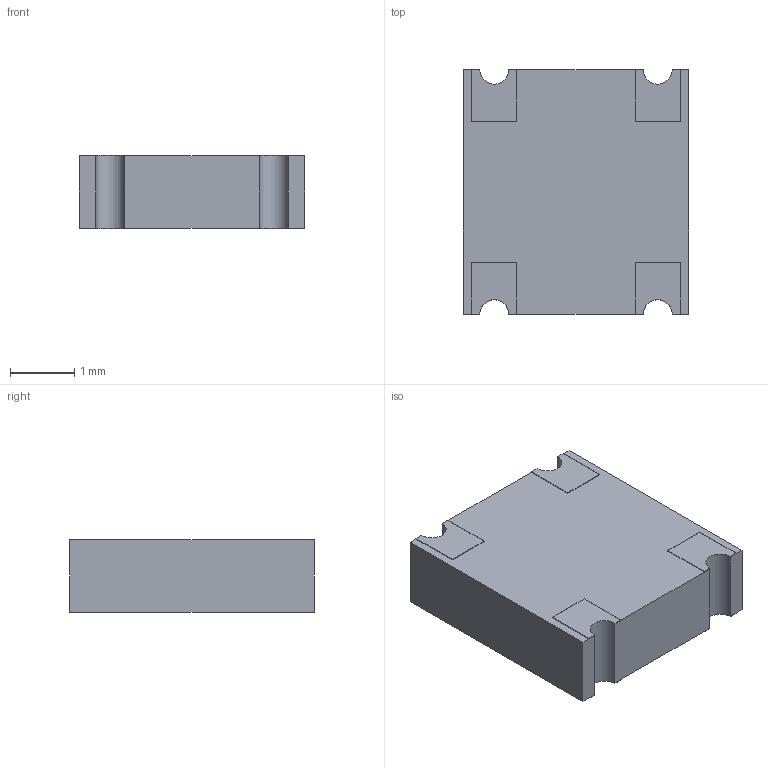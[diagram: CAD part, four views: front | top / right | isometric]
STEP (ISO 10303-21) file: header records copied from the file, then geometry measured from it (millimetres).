
FILE_DESCRIPTION(('FreeCAD Model'),'2;1');
FILE_NAME('Open CASCADE Shape Model','2022-09-12T09:38:04',(''),(''), 'Open CASCADE STEP processor 7.6','FreeCAD','Unknown');
FILE_SCHEMA(('AUTOMOTIVE_DESIGN { 1 0 10303 214 1 1 1 1 }'));
Length unit declared in the file: millimetre
Products named in the file (1): Pocket
Bounding box: 3.5 x 3.8 x 1.15 mm (x, y, z)
Volume: 14.7 mm3; surface area: 43.9 mm2
Topology: 1 solids, 1 shells, 62 faces, 164 edges, 104 vertices
Faces by surface type: plane 58, cylinder 4
Entity records: 2326 total; most frequent: CARTESIAN_POINT 331, ORIENTED_EDGE 328, DIRECTION 298, EDGE_CURVE 164, LINE 156, VECTOR 156, VERTEX_POINT 104, AXIS2_PLACEMENT_3D 71
